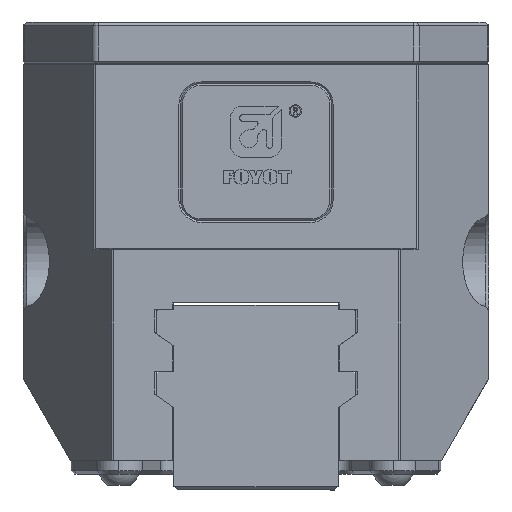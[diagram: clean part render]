
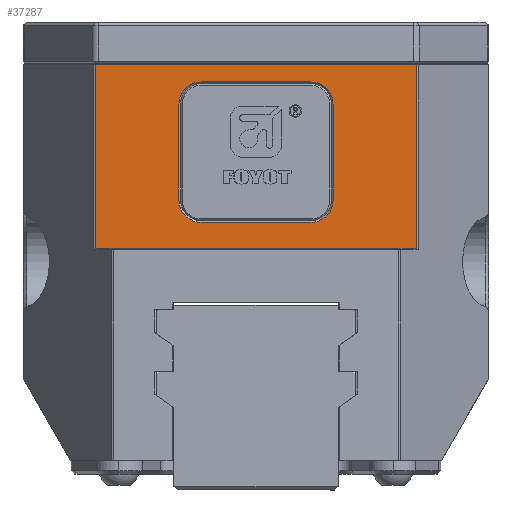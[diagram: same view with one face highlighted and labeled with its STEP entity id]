
A CAD part, left-side view. The second image highlights one B-rep face of the part: STEP entity #37287.
In plain terms, the highlighted planar face has unit normal (-1, 0, 0).
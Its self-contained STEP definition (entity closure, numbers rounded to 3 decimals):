
#395 = VERTEX_POINT ( 'NONE', #59368 ) ;
#3516 = EDGE_CURVE ( 'NONE', #3908, #8788, #7235, .T. ) ;
#3908 = VERTEX_POINT ( 'NONE', #25162 ) ;
#4121 = VERTEX_POINT ( 'NONE', #41007 ) ;
#4151 = DIRECTION ( 'NONE',  ( 0., 1., 0. ) ) ;
#4301 = CARTESIAN_POINT ( 'NONE',  ( -58., 8., 38. ) ) ;
#4395 = LINE ( 'NONE', #14522, #47750 ) ;
#5109 = CARTESIAN_POINT ( 'NONE',  ( -58., 11.25, 52. ) ) ;
#6166 = DIRECTION ( 'NONE',  ( 1., 0., 0. ) ) ;
#6587 = DIRECTION ( 'NONE',  ( 0., 0., -1. ) ) ;
#7235 = LINE ( 'NONE', #33103, #37331 ) ;
#7982 = EDGE_LOOP ( 'NONE', ( #35065, #49700, #57931, #26648, #30966, #28909, #39355, #43643 ) ) ;
#8788 = VERTEX_POINT ( 'NONE', #29733 ) ;
#9095 = DIRECTION ( 'NONE',  ( 0., 0., 1. ) ) ;
#9367 = CARTESIAN_POINT ( 'NONE',  ( -58., -34., 58. ) ) ;
#9966 = DIRECTION ( 'NONE',  ( 0., 0., -1. ) ) ;
#10880 = CIRCLE ( 'NONE', #53256, 3.25 ) ;
#12209 = AXIS2_PLACEMENT_3D ( 'NONE', #40067, #6166, #45704 ) ;
#12652 = LINE ( 'NONE', #16742, #55921 ) ;
#12824 = EDGE_CURVE ( 'NONE', #69492, #3908, #40606, .T. ) ;
#14522 = CARTESIAN_POINT ( 'NONE',  ( -58., 11.25, 58. ) ) ;
#15274 = LINE ( 'NONE', #32303, #58606 ) ;
#16061 = VECTOR ( 'NONE', #4151, 1000. ) ;
#16742 = CARTESIAN_POINT ( 'NONE',  ( -58., -11.25, 58. ) ) ;
#18023 = CARTESIAN_POINT ( 'NONE',  ( -58., -8., 55.25 ) ) ;
#20729 = DIRECTION ( 'NONE',  ( 0., 0., -1. ) ) ;
#21709 = EDGE_CURVE ( 'NONE', #42693, #24313, #10880, .T. ) ;
#22755 = CARTESIAN_POINT ( 'NONE',  ( -58., 8., 55.25 ) ) ;
#23454 = ORIENTED_EDGE ( 'NONE', *, *, #3516, .T. ) ;
#23742 = VECTOR ( 'NONE', #6587, 1000. ) ;
#24077 = AXIS2_PLACEMENT_3D ( 'NONE', #60734, #26926, #66397 ) ;
#24313 = VERTEX_POINT ( 'NONE', #71240 ) ;
#24390 = VECTOR ( 'NONE', #44174, 1000. ) ;
#24839 = EDGE_CURVE ( 'NONE', #45459, #395, #55604, .T. ) ;
#25004 = ORIENTED_EDGE ( 'NONE', *, *, #47070, .T. ) ;
#25023 = DIRECTION ( 'NONE',  ( 1., 0., 0. ) ) ;
#25162 = CARTESIAN_POINT ( 'NONE',  ( -58., 23.454, 30.875 ) ) ;
#25373 = FACE_BOUND ( 'NONE', #7982, .T. ) ;
#25565 = EDGE_CURVE ( 'NONE', #52921, #37478, #4395, .T. ) ;
#26164 = LINE ( 'NONE', #38545, #24390 ) ;
#26648 = ORIENTED_EDGE ( 'NONE', *, *, #40163, .T. ) ;
#26697 = EDGE_CURVE ( 'NONE', #40875, #71930, #43204, .T. ) ;
#26926 = DIRECTION ( 'NONE',  ( 1., 0., 0. ) ) ;
#27541 = DIRECTION ( 'NONE',  ( 0., -0.756, 0.655 ) ) ;
#27613 = CARTESIAN_POINT ( 'NONE',  ( -58., -11.25, 38. ) ) ;
#28909 = ORIENTED_EDGE ( 'NONE', *, *, #55058, .T. ) ;
#29733 = CARTESIAN_POINT ( 'NONE',  ( -58., 23.309, 31. ) ) ;
#30966 = ORIENTED_EDGE ( 'NONE', *, *, #21709, .T. ) ;
#31169 = LINE ( 'NONE', #66123, #16061 ) ;
#31648 = ORIENTED_EDGE ( 'NONE', *, *, #12824, .T. ) ;
#32303 = CARTESIAN_POINT ( 'NONE',  ( -58., -34., 34.75 ) ) ;
#32534 = DIRECTION ( 'NONE',  ( 0., 1., 0. ) ) ;
#33079 = CARTESIAN_POINT ( 'NONE',  ( -58., -23.309, 31. ) ) ;
#33103 = CARTESIAN_POINT ( 'NONE',  ( -58., -22.8, 70.932 ) ) ;
#34177 = AXIS2_PLACEMENT_3D ( 'NONE', #9367, #37584, #20729 ) ;
#34814 = CARTESIAN_POINT ( 'NONE',  ( -58., 23.454, 31. ) ) ;
#35065 = ORIENTED_EDGE ( 'NONE', *, *, #64621, .T. ) ;
#36079 = EDGE_CURVE ( 'NONE', #68521, #40875, #51606, .T. ) ;
#37153 = CARTESIAN_POINT ( 'NONE',  ( -58., 11.25, 38. ) ) ;
#37287 = ADVANCED_FACE ( 'NONE', ( #25373, #40426 ), #54549, .F. ) ;
#37331 = VECTOR ( 'NONE', #27541, 1000. ) ;
#37478 = VERTEX_POINT ( 'NONE', #5109 ) ;
#37584 = DIRECTION ( 'NONE',  ( 1., 0., 0. ) ) ;
#38028 = CARTESIAN_POINT ( 'NONE',  ( -58., 8., 34.75 ) ) ;
#38376 = CARTESIAN_POINT ( 'NONE',  ( -58., -16.057, 37.281 ) ) ;
#38545 = CARTESIAN_POINT ( 'NONE',  ( -58., 23.598, 57.75 ) ) ;
#39355 = ORIENTED_EDGE ( 'NONE', *, *, #41586, .T. ) ;
#40067 = CARTESIAN_POINT ( 'NONE',  ( -58., -8., 52. ) ) ;
#40163 = EDGE_CURVE ( 'NONE', #71930, #42693, #12652, .T. ) ;
#40426 = FACE_OUTER_BOUND ( 'NONE', #44982, .T. ) ;
#40606 = LINE ( 'NONE', #34814, #23742 ) ;
#40875 = VERTEX_POINT ( 'NONE', #18023 ) ;
#41007 = CARTESIAN_POINT ( 'NONE',  ( -58., -23.454, 57.75 ) ) ;
#41586 = EDGE_CURVE ( 'NONE', #60976, #52921, #57674, .T. ) ;
#41697 = CARTESIAN_POINT ( 'NONE',  ( -58., -34., 55.25 ) ) ;
#42322 = CARTESIAN_POINT ( 'NONE',  ( -58., -23.454, 58. ) ) ;
#42693 = VERTEX_POINT ( 'NONE', #27613 ) ;
#43204 = CIRCLE ( 'NONE', #12209, 3.25 ) ;
#43643 = ORIENTED_EDGE ( 'NONE', *, *, #25565, .T. ) ;
#43834 = DIRECTION ( 'NONE',  ( 1., 0., 0. ) ) ;
#43999 = DIRECTION ( 'NONE',  ( 0., -0.756, -0.655 ) ) ;
#44174 = DIRECTION ( 'NONE',  ( 0., 1., 0. ) ) ;
#44316 = LINE ( 'NONE', #42322, #52288 ) ;
#44982 = EDGE_LOOP ( 'NONE', ( #67655, #58681, #25004, #50653, #31648, #23454 ) ) ;
#45459 = VERTEX_POINT ( 'NONE', #33079 ) ;
#45704 = DIRECTION ( 'NONE',  ( 0., 0., -1. ) ) ;
#47070 = EDGE_CURVE ( 'NONE', #395, #4121, #44316, .T. ) ;
#47361 = DIRECTION ( 'NONE',  ( 0., -1., 0. ) ) ;
#47750 = VECTOR ( 'NONE', #9095, 1000. ) ;
#47993 = DIRECTION ( 'NONE',  ( 0., 0., 1. ) ) ;
#49700 = ORIENTED_EDGE ( 'NONE', *, *, #36079, .T. ) ;
#49808 = VECTOR ( 'NONE', #47361, 1000. ) ;
#50653 = ORIENTED_EDGE ( 'NONE', *, *, #68976, .T. ) ;
#51606 = LINE ( 'NONE', #41697, #49808 ) ;
#52288 = VECTOR ( 'NONE', #47993, 1000. ) ;
#52921 = VERTEX_POINT ( 'NONE', #37153 ) ;
#53256 = AXIS2_PLACEMENT_3D ( 'NONE', #58841, #25023, #64465 ) ;
#54549 = PLANE ( 'NONE',  #34177 ) ;
#55058 = EDGE_CURVE ( 'NONE', #24313, #60976, #15274, .T. ) ;
#55604 = LINE ( 'NONE', #38376, #68869 ) ;
#55921 = VECTOR ( 'NONE', #67596, 1000. ) ;
#57540 = AXIS2_PLACEMENT_3D ( 'NONE', #4301, #43834, #9966 ) ;
#57674 = CIRCLE ( 'NONE', #57540, 3.25 ) ;
#57931 = ORIENTED_EDGE ( 'NONE', *, *, #26697, .T. ) ;
#58606 = VECTOR ( 'NONE', #32534, 1000. ) ;
#58681 = ORIENTED_EDGE ( 'NONE', *, *, #24839, .T. ) ;
#58841 = CARTESIAN_POINT ( 'NONE',  ( -58., -8., 38. ) ) ;
#59368 = CARTESIAN_POINT ( 'NONE',  ( -58., -23.454, 30.875 ) ) ;
#60734 = CARTESIAN_POINT ( 'NONE',  ( -58., 8., 52. ) ) ;
#60976 = VERTEX_POINT ( 'NONE', #38028 ) ;
#61814 = CARTESIAN_POINT ( 'NONE',  ( -58., 23.454, 57.75 ) ) ;
#62564 = EDGE_CURVE ( 'NONE', #45459, #8788, #31169, .T. ) ;
#64465 = DIRECTION ( 'NONE',  ( 0., 0., -1. ) ) ;
#64621 = EDGE_CURVE ( 'NONE', #37478, #68521, #70796, .T. ) ;
#66123 = CARTESIAN_POINT ( 'NONE',  ( -58., -34., 31. ) ) ;
#66397 = DIRECTION ( 'NONE',  ( 0., 0., -1. ) ) ;
#67596 = DIRECTION ( 'NONE',  ( 0., 0., -1. ) ) ;
#67655 = ORIENTED_EDGE ( 'NONE', *, *, #62564, .F. ) ;
#68521 = VERTEX_POINT ( 'NONE', #22755 ) ;
#68869 = VECTOR ( 'NONE', #43999, 1000. ) ;
#68976 = EDGE_CURVE ( 'NONE', #4121, #69492, #26164, .T. ) ;
#69492 = VERTEX_POINT ( 'NONE', #61814 ) ;
#70796 = CIRCLE ( 'NONE', #24077, 3.25 ) ;
#71240 = CARTESIAN_POINT ( 'NONE',  ( -58., -8., 34.75 ) ) ;
#71930 = VERTEX_POINT ( 'NONE', #72765 ) ;
#72765 = CARTESIAN_POINT ( 'NONE',  ( -58., -11.25, 52. ) ) ;
